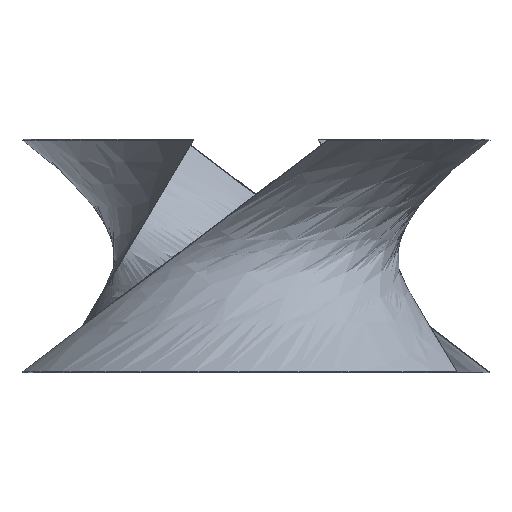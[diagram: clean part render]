
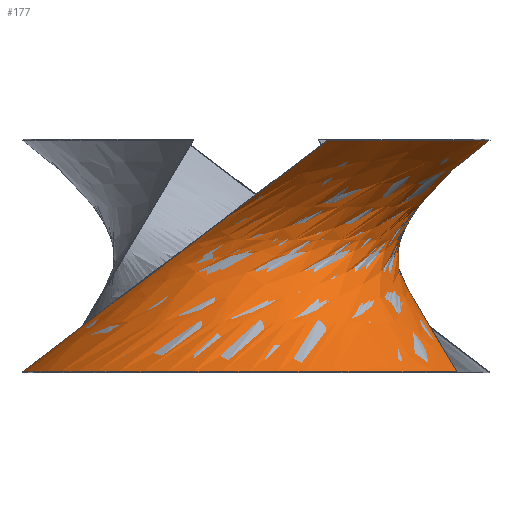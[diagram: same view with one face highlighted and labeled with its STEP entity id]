
A CAD part, front view. The second image highlights one B-rep face of the part: STEP entity #177.
In plain terms, the highlighted free-form (B-spline) face has degree [3, 3] with [7, 10] control points.
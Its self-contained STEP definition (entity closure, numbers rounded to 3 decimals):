
#51=FACE_OUTER_BOUND('',#63,.T.);
#63=EDGE_LOOP('',(#123,#124,#125,#126));
#75=B_SPLINE_CURVE_WITH_KNOTS('',3,(#315,#316,#317,#318,#319,#320,#321),
 .UNSPECIFIED.,.F.,.F.,(4,1,1,1,4),(0.,1.342,2.013,
3.356,4.698),.UNSPECIFIED.);
#76=B_SPLINE_CURVE_WITH_KNOTS('',3,(#323,#324,#325,#326,#327,#328,#329,
#330,#331,#332),.UNSPECIFIED.,.F.,.F.,(4,1,1,1,1,1,1,4),(0.,0.365,
0.731,1.096,1.461,1.827,2.192,
2.557),.UNSPECIFIED.);
#77=B_SPLINE_CURVE_WITH_KNOTS('',3,(#334,#335,#336,#337,#338,#339,#340),
 .UNSPECIFIED.,.F.,.F.,(4,1,1,1,4),(0.,1.342,2.013,
3.356,4.698),.UNSPECIFIED.);
#78=B_SPLINE_CURVE_WITH_KNOTS('',3,(#341,#342,#343,#344,#345,#346,#347,
#348,#349,#350),.UNSPECIFIED.,.F.,.F.,(4,1,1,1,1,1,1,4),(0.,0.365,
0.731,1.096,1.461,1.827,2.192,
2.557),.UNSPECIFIED.);
#83=VERTEX_POINT('',#313);
#84=VERTEX_POINT('',#314);
#85=VERTEX_POINT('',#322);
#86=VERTEX_POINT('',#333);
#99=EDGE_CURVE('',#83,#84,#75,.T.);
#100=EDGE_CURVE('',#84,#85,#76,.T.);
#101=EDGE_CURVE('',#86,#85,#77,.T.);
#102=EDGE_CURVE('',#83,#86,#78,.T.);
#123=ORIENTED_EDGE('',*,*,#99,.T.);
#124=ORIENTED_EDGE('',*,*,#100,.T.);
#125=ORIENTED_EDGE('',*,*,#101,.F.);
#126=ORIENTED_EDGE('',*,*,#102,.F.);
#171=B_SPLINE_SURFACE_WITH_KNOTS('',3,3,((#243,#244,#245,#246,#247,#248,
#249,#250,#251,#252),(#253,#254,#255,#256,#257,#258,#259,#260,#261,#262),
(#263,#264,#265,#266,#267,#268,#269,#270,#271,#272),(#273,#274,#275,#276,
#277,#278,#279,#280,#281,#282),(#283,#284,#285,#286,#287,#288,#289,#290,
#291,#292),(#293,#294,#295,#296,#297,#298,#299,#300,#301,#302),(#303,#304,
#305,#306,#307,#308,#309,#310,#311,#312)),.UNSPECIFIED.,.F.,.F.,.F.,(4,
1,1,1,4),(4,1,1,1,1,1,1,4),(0.,1.342,2.013,3.356,
4.698),(0.,0.365,0.731,1.096,
1.461,1.827,2.192,2.557),
 .UNSPECIFIED.);
#177=ADVANCED_FACE('',(#51),#171,.T.);
#243=CARTESIAN_POINT('Ctrl Pts',(21.508,-12.866,0.078));
#244=CARTESIAN_POINT('Ctrl Pts',(19.941,-15.485,0.078));
#245=CARTESIAN_POINT('Ctrl Pts',(15.841,-20.145,0.078));
#246=CARTESIAN_POINT('Ctrl Pts',(7.599,-24.473,0.078));
#247=CARTESIAN_POINT('Ctrl Pts',(-1.646,-25.575,0.078));
#248=CARTESIAN_POINT('Ctrl Pts',(-10.673,-23.297,0.078));
#249=CARTESIAN_POINT('Ctrl Pts',(-18.293,-17.949,0.078));
#250=CARTESIAN_POINT('Ctrl Pts',(-23.496,-10.228,0.078));
#251=CARTESIAN_POINT('Ctrl Pts',(-24.898,-4.183,0.078));
#252=CARTESIAN_POINT('Ctrl Pts',(-25.036,-1.134,0.078));
#253=CARTESIAN_POINT('Ctrl Pts',(20.105,-9.345,2.457));
#254=CARTESIAN_POINT('Ctrl Pts',(18.968,-11.794,2.457));
#255=CARTESIAN_POINT('Ctrl Pts',(15.788,-16.268,2.457));
#256=CARTESIAN_POINT('Ctrl Pts',(8.933,-20.835,2.457));
#257=CARTESIAN_POINT('Ctrl Pts',(0.901,-22.653,2.457));
#258=CARTESIAN_POINT('Ctrl Pts',(-7.251,-21.478,2.457));
#259=CARTESIAN_POINT('Ctrl Pts',(-14.446,-17.472,2.457));
#260=CARTESIAN_POINT('Ctrl Pts',(-19.735,-11.157,2.457));
#261=CARTESIAN_POINT('Ctrl Pts',(-21.522,-5.966,2.457));
#262=CARTESIAN_POINT('Ctrl Pts',(-21.924,-3.296,2.457));
#263=CARTESIAN_POINT('Ctrl Pts',(18.001,-4.069,6.033));
#264=CARTESIAN_POINT('Ctrl Pts',(17.505,-6.261,6.033));
#265=CARTESIAN_POINT('Ctrl Pts',(15.706,-10.463,6.033));
#266=CARTESIAN_POINT('Ctrl Pts',(10.931,-15.382,6.033));
#267=CARTESIAN_POINT('Ctrl Pts',(4.714,-18.274,6.033));
#268=CARTESIAN_POINT('Ctrl Pts',(-2.124,-18.75,6.033));
#269=CARTESIAN_POINT('Ctrl Pts',(-8.684,-16.755,6.033));
#270=CARTESIAN_POINT('Ctrl Pts',(-14.095,-12.546,6.033));
#271=CARTESIAN_POINT('Ctrl Pts',(-16.464,-8.638,6.033));
#272=CARTESIAN_POINT('Ctrl Pts',(-17.259,-6.536,6.033));
#273=CARTESIAN_POINT('Ctrl Pts',(14.526,4.785,11.92));
#274=CARTESIAN_POINT('Ctrl Pts',(15.109,3.016,11.92));
#275=CARTESIAN_POINT('Ctrl Pts',(15.622,-0.736,11.92));
#276=CARTESIAN_POINT('Ctrl Pts',(14.327,-6.268,11.92));
#277=CARTESIAN_POINT('Ctrl Pts',(11.143,-10.974,11.92));
#278=CARTESIAN_POINT('Ctrl Pts',(6.486,-14.229,11.92));
#279=CARTESIAN_POINT('Ctrl Pts',(0.975,-15.609,11.92));
#280=CARTESIAN_POINT('Ctrl Pts',(-4.665,-14.926,11.92));
#281=CARTESIAN_POINT('Ctrl Pts',(-8.014,-13.159,11.92));
#282=CARTESIAN_POINT('Ctrl Pts',(-9.476,-12.005,11.92));
#283=CARTESIAN_POINT('Ctrl Pts',(10.935,13.617,17.771));
#284=CARTESIAN_POINT('Ctrl Pts',(12.593,12.286,17.771));
#285=CARTESIAN_POINT('Ctrl Pts',(15.418,9.011,17.771));
#286=CARTESIAN_POINT('Ctrl Pts',(17.618,2.908,17.771));
#287=CARTESIAN_POINT('Ctrl Pts',(17.496,-3.578,17.771));
#288=CARTESIAN_POINT('Ctrl Pts',(15.062,-9.592,17.771));
#289=CARTESIAN_POINT('Ctrl Pts',(10.642,-14.341,17.771));
#290=CARTESIAN_POINT('Ctrl Pts',(4.816,-17.195,17.771));
#291=CARTESIAN_POINT('Ctrl Pts',(0.509,-17.586,17.771));
#292=CARTESIAN_POINT('Ctrl Pts',(-1.609,-17.39,17.771));
#293=CARTESIAN_POINT('Ctrl Pts',(8.102,20.637,22.543));
#294=CARTESIAN_POINT('Ctrl Pts',(10.614,19.651,22.543));
#295=CARTESIAN_POINT('Ctrl Pts',(15.278,16.749,22.543));
#296=CARTESIAN_POINT('Ctrl Pts',(20.251,10.187,22.543));
#297=CARTESIAN_POINT('Ctrl Pts',(22.556,2.279,22.543));
#298=CARTESIAN_POINT('Ctrl Pts',(21.88,-5.928,22.543));
#299=CARTESIAN_POINT('Ctrl Pts',(18.319,-13.355,22.543));
#300=CARTESIAN_POINT('Ctrl Pts',(12.339,-19.017,22.543));
#301=CARTESIAN_POINT('Ctrl Pts',(7.267,-21.12,22.543));
#302=CARTESIAN_POINT('Ctrl Pts',(4.627,-21.683,22.543));
#303=CARTESIAN_POINT('Ctrl Pts',(6.688,24.153,24.922));
#304=CARTESIAN_POINT('Ctrl Pts',(9.629,23.339,24.922));
#305=CARTESIAN_POINT('Ctrl Pts',(15.211,20.625,24.922));
#306=CARTESIAN_POINT('Ctrl Pts',(21.573,13.829,24.922));
#307=CARTESIAN_POINT('Ctrl Pts',(25.093,5.21,24.922));
#308=CARTESIAN_POINT('Ctrl Pts',(25.295,-4.098,24.922));
#309=CARTESIAN_POINT('Ctrl Pts',(22.164,-12.866,24.922));
#310=CARTESIAN_POINT('Ctrl Pts',(16.104,-19.933,24.922));
#311=CARTESIAN_POINT('Ctrl Pts',(10.648,-22.892,24.922));
#312=CARTESIAN_POINT('Ctrl Pts',(7.746,-23.835,24.922));
#313=CARTESIAN_POINT('',(21.508,-12.866,0.078));
#314=CARTESIAN_POINT('',(6.688,24.153,24.922));
#315=CARTESIAN_POINT('Ctrl Pts',(21.508,-12.866,0.078));
#316=CARTESIAN_POINT('Ctrl Pts',(20.105,-9.345,2.457));
#317=CARTESIAN_POINT('Ctrl Pts',(18.001,-4.069,6.033));
#318=CARTESIAN_POINT('Ctrl Pts',(14.526,4.785,11.92));
#319=CARTESIAN_POINT('Ctrl Pts',(10.935,13.617,17.771));
#320=CARTESIAN_POINT('Ctrl Pts',(8.102,20.637,22.543));
#321=CARTESIAN_POINT('Ctrl Pts',(6.688,24.153,24.922));
#322=CARTESIAN_POINT('',(7.746,-23.835,24.922));
#323=CARTESIAN_POINT('Ctrl Pts',(6.688,24.153,24.922));
#324=CARTESIAN_POINT('Ctrl Pts',(9.629,23.339,24.922));
#325=CARTESIAN_POINT('Ctrl Pts',(15.211,20.625,24.922));
#326=CARTESIAN_POINT('Ctrl Pts',(21.573,13.829,24.922));
#327=CARTESIAN_POINT('Ctrl Pts',(25.093,5.21,24.922));
#328=CARTESIAN_POINT('Ctrl Pts',(25.295,-4.098,24.922));
#329=CARTESIAN_POINT('Ctrl Pts',(22.164,-12.866,24.922));
#330=CARTESIAN_POINT('Ctrl Pts',(16.104,-19.933,24.922));
#331=CARTESIAN_POINT('Ctrl Pts',(10.648,-22.892,24.922));
#332=CARTESIAN_POINT('Ctrl Pts',(7.746,-23.835,24.922));
#333=CARTESIAN_POINT('',(-25.036,-1.134,0.078));
#334=CARTESIAN_POINT('Ctrl Pts',(-25.036,-1.134,0.078));
#335=CARTESIAN_POINT('Ctrl Pts',(-21.924,-3.296,2.457));
#336=CARTESIAN_POINT('Ctrl Pts',(-17.259,-6.536,6.033));
#337=CARTESIAN_POINT('Ctrl Pts',(-9.476,-12.005,11.92));
#338=CARTESIAN_POINT('Ctrl Pts',(-1.609,-17.39,17.771));
#339=CARTESIAN_POINT('Ctrl Pts',(4.627,-21.683,22.543));
#340=CARTESIAN_POINT('Ctrl Pts',(7.746,-23.835,24.922));
#341=CARTESIAN_POINT('Ctrl Pts',(21.508,-12.866,0.078));
#342=CARTESIAN_POINT('Ctrl Pts',(19.941,-15.485,0.078));
#343=CARTESIAN_POINT('Ctrl Pts',(15.841,-20.145,0.078));
#344=CARTESIAN_POINT('Ctrl Pts',(7.599,-24.473,0.078));
#345=CARTESIAN_POINT('Ctrl Pts',(-1.646,-25.575,0.078));
#346=CARTESIAN_POINT('Ctrl Pts',(-10.673,-23.297,0.078));
#347=CARTESIAN_POINT('Ctrl Pts',(-18.293,-17.949,0.078));
#348=CARTESIAN_POINT('Ctrl Pts',(-23.496,-10.228,0.078));
#349=CARTESIAN_POINT('Ctrl Pts',(-24.898,-4.183,0.078));
#350=CARTESIAN_POINT('Ctrl Pts',(-25.036,-1.134,0.078));
